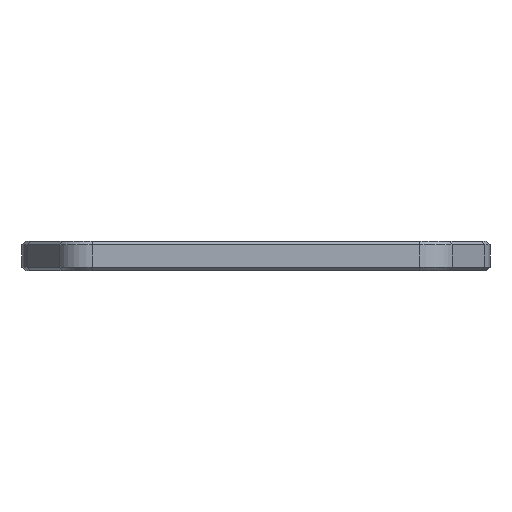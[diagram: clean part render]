
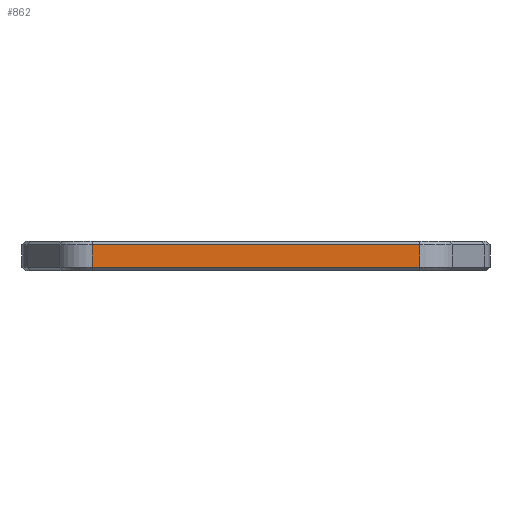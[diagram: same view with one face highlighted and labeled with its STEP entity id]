
A CAD part, front view. The second image highlights one B-rep face of the part: STEP entity #862.
In plain terms, the highlighted planar face has unit normal (0, -1, 0).
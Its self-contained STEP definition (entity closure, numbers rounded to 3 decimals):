
#862=ADVANCED_FACE('',(#1916),#1917,.T.);
#1916=FACE_OUTER_BOUND('',#3095,.T.);
#1917=PLANE('',#3096);
#3095=EDGE_LOOP('',(#5572,#5573,#5574,#5575));
#3096=AXIS2_PLACEMENT_3D('',#5576,#5577,#5578);
#5572=ORIENTED_EDGE('',*,*,#7224,.T.);
#5573=ORIENTED_EDGE('',*,*,#7574,.T.);
#5574=ORIENTED_EDGE('',*,*,#7446,.T.);
#5575=ORIENTED_EDGE('',*,*,#7467,.T.);
#5576=CARTESIAN_POINT('',(62.5,-80.0,8.0));
#5577=DIRECTION('',(0.,-1.0,0.0));
#5578=DIRECTION('',(1.0,0.,0.0));
#7224=EDGE_CURVE('',#7957,#8800,#8802,.F.);
#7446=EDGE_CURVE('',#9087,#9073,#9088,.F.);
#7467=EDGE_CURVE('',#9073,#7957,#9114,.T.);
#7574=EDGE_CURVE('',#8800,#9087,#9245,.T.);
#7957=VERTEX_POINT('',#9669);
#8800=VERTEX_POINT('',#10710);
#8802=LINE('',#10712,#10713);
#9073=VERTEX_POINT('',#11070);
#9087=VERTEX_POINT('',#11088);
#9088=LINE('',#11089,#11090);
#9114=LINE('',#11123,#11124);
#9245=LINE('',#11288,#11289);
#9669=CARTESIAN_POINT('',(43.736,-80.0,1.0));
#10710=CARTESIAN_POINT('',(43.736,-80.0,7.0));
#10712=CARTESIAN_POINT('',(43.736,-80.0,8.0));
#10713=VECTOR('',#12579,1000.0);
#11070=CARTESIAN_POINT('',(-43.736,-80.0,1.0));
#11088=CARTESIAN_POINT('',(-43.736,-80.0,7.0));
#11089=CARTESIAN_POINT('',(-43.736,-80.0,8.0));
#11090=VECTOR('',#12856,1000.0);
#11123=CARTESIAN_POINT('',(62.5,-80.0,1.0));
#11124=VECTOR('',#12882,1000.0);
#11288=CARTESIAN_POINT('',(-43.736,-80.0,7.0));
#11289=VECTOR('',#13042,1000.0);
#12579=DIRECTION('',(0.0,0.0,-1.0));
#12856=DIRECTION('',(0.0,0.0,1.0));
#12882=DIRECTION('',(1.0,0.,0.0));
#13042=DIRECTION('',(-1.0,0.,0.0));
